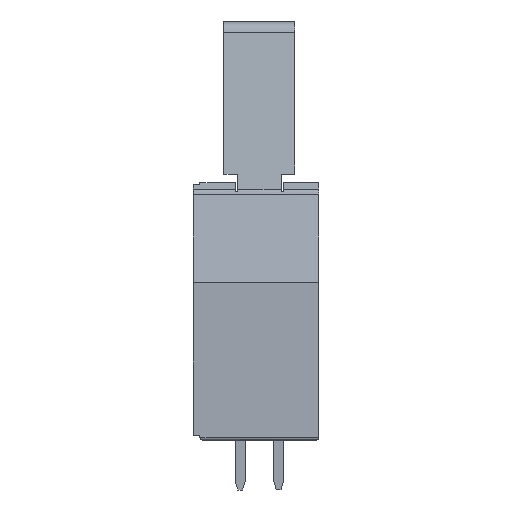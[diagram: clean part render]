
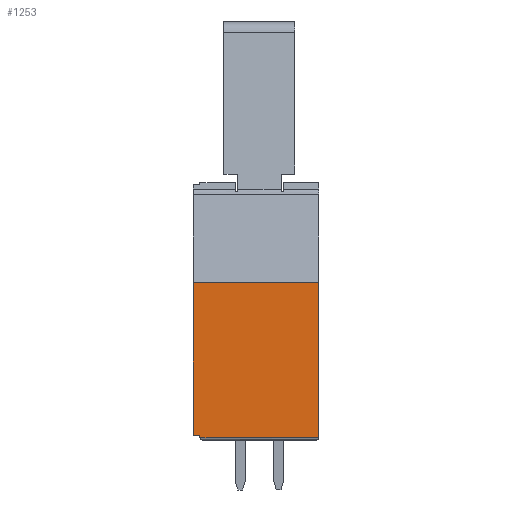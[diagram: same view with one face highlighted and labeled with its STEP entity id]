
A CAD part, left-side view. The second image highlights one B-rep face of the part: STEP entity #1253.
In plain terms, the highlighted planar face has unit normal (-1, 0, 0).
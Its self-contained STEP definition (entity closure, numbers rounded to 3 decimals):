
#1253=ADVANCED_FACE('',(#2538),#2539,.T.);
#2538=FACE_OUTER_BOUND('',#3818,.T.);
#2539=PLANE('',#3819);
#3818=EDGE_LOOP('',(#7700,#7701,#7702,#7703,#7704,#7705));
#3819=AXIS2_PLACEMENT_3D('',#7706,#7707,#7708);
#7700=ORIENTED_EDGE('',*,*,#9169,.F.);
#7701=ORIENTED_EDGE('',*,*,#9158,.T.);
#7702=ORIENTED_EDGE('',*,*,#8713,.T.);
#7703=ORIENTED_EDGE('',*,*,#9259,.F.);
#7704=ORIENTED_EDGE('',*,*,#9285,.F.);
#7705=ORIENTED_EDGE('',*,*,#8883,.F.);
#7706=CARTESIAN_POINT('',(-19.76,4.15,0.0));
#7707=DIRECTION('',(-1.0,0.0,0.0));
#7708=DIRECTION('',(0.0,-1.0,0.0));
#8713=EDGE_CURVE('',#10680,#10733,#10735,.T.);
#8883=EDGE_CURVE('',#11034,#11036,#11037,.T.);
#9158=EDGE_CURVE('',#11023,#10680,#11444,.T.);
#9169=EDGE_CURVE('',#11023,#11034,#11456,.T.);
#9259=EDGE_CURVE('',#11550,#10733,#11552,.T.);
#9285=EDGE_CURVE('',#11036,#11550,#11579,.T.);
#10680=VERTEX_POINT('',#13634);
#10733=VERTEX_POINT('',#13711);
#10735=LINE('',#13714,#13715);
#11023=VERTEX_POINT('',#14101);
#11034=VERTEX_POINT('',#14115);
#11036=VERTEX_POINT('',#14118);
#11037=LINE('',#14119,#14120);
#11444=LINE('',#14683,#14684);
#11456=LINE('',#14702,#14703);
#11550=VERTEX_POINT('',#14844);
#11552=LINE('',#14847,#14848);
#11579=LINE('',#14884,#14885);
#13634=CARTESIAN_POINT('',(-19.76,0.0,0.15));
#13711=CARTESIAN_POINT('',(-19.76,0.0,10.4));
#13714=CARTESIAN_POINT('',(-19.76,0.,0.0));
#13715=VECTOR('',#15640,1.0);
#14101=CARTESIAN_POINT('',(-19.76,7.85,0.15));
#14115=CARTESIAN_POINT('',(-19.76,7.85,0.3));
#14118=CARTESIAN_POINT('',(-19.76,8.3,0.3));
#14119=CARTESIAN_POINT('',(-19.76,6.112,0.3));
#14120=VECTOR('',#15884,1.0);
#14683=CARTESIAN_POINT('',(-19.76,4.15,0.15));
#14684=VECTOR('',#16185,1.0);
#14702=CARTESIAN_POINT('',(-19.76,7.85,0.112));
#14703=VECTOR('',#16192,1.0);
#14844=CARTESIAN_POINT('',(-19.76,8.3,10.4));
#14847=CARTESIAN_POINT('',(-19.76,6.225,10.4));
#14848=VECTOR('',#16241,1.0);
#14884=CARTESIAN_POINT('',(-19.76,8.3,0.0));
#14885=VECTOR('',#16257,1.0);
#15640=DIRECTION('',(0.0,0.0,1.0));
#15884=DIRECTION('',(0.0,1.0,0.));
#16185=DIRECTION('',(0.0,-1.0,0.));
#16192=DIRECTION('',(0.0,0.,1.0));
#16241=DIRECTION('',(0.0,-1.0,0.));
#16257=DIRECTION('',(0.0,0.0,1.0));
